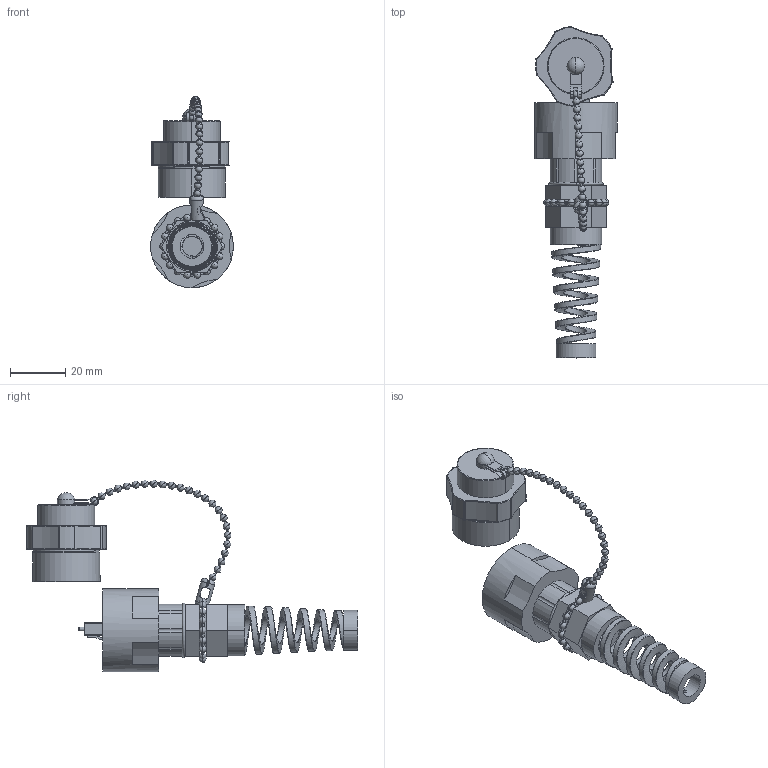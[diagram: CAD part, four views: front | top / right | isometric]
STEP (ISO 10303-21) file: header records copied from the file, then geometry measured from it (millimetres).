
FILE_DESCRIPTION (( 'STEP AP214' ), '1' );
FILE_NAME ('FOC-XPLC2-SM_3D.STEP', '2021-05-26T15:05:52', ( '' ), ( '' ), 'SwSTEP 2.0', 'SolidWorks 2020', '' );
FILE_SCHEMA (( 'AUTOMOTIVE_DESIGN' ));
Length unit declared in the file: inch
Products named in the file (10): FOC-XPLC2-MM-M4; FOC-XPLC2-MA6; XPM-CAP2-MA2; 1AF02-012-MA1; FOC-XPLC2-SM_3D; FOC-XPM-CAP2-MA5; XPM-CAP2-MA3; CONN-LC3-240-3-MA1; XPM-CAP2(FOC-XPLC2)_90 DEGREE; FOC-XPLC2-SM-MA3
Assembly tree (10 placements, depth 3):
  FOC-XPLC2-SM_3D
    FOC-XPLC2-SM-MA3
    1AF02-012-MA1
    CONN-LC3-240-3-MA1  x2
    XPM-CAP2(FOC-XPLC2)_90 DEGREE
      XPM-CAP2-MA2
      XPM-CAP2-MA3
    FOC-XPLC2-MA6
    FOC-XPM-CAP2-MA5
    FOC-XPLC2-MM-M4
Bounding box: 29.97 x 120.17 x 69.33 mm (x, y, z)
Volume: 27709.6 mm3; surface area: 19520.4 mm2
Topology: 11 solids, 19 shells, 664 faces, 1852 edges, 1174 vertices
Faces by surface type: cylinder 212, plane 155, sphere 100, torus 81, cone 60, bspline 56
Entity records: 30734 total; most frequent: CARTESIAN_POINT 15808, ORIENTED_EDGE 2776, DIRECTION 2684, EDGE_CURVE 1388, AXIS2_PLACEMENT_3D 1123, VERTEX_POINT 896, EDGE_LOOP 656, ADVANCED_FACE 585
